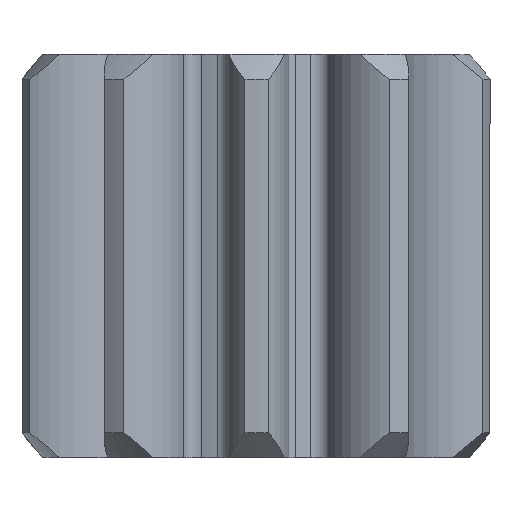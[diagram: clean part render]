
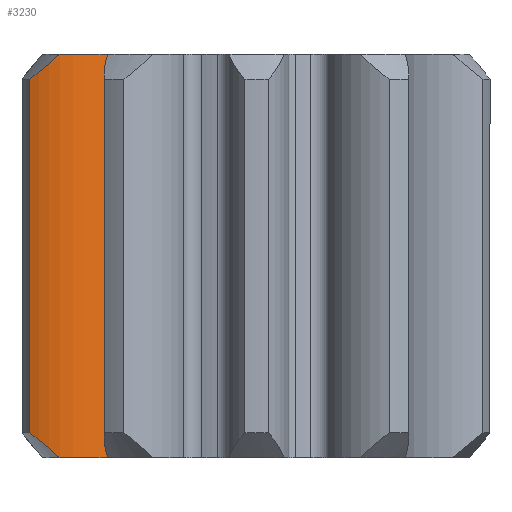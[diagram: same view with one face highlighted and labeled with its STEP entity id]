
A CAD part, left-side view. The second image highlights one B-rep face of the part: STEP entity #3230.
In plain terms, the highlighted cylindrical face has radius 1.64 mm (diameter 3.28 mm), a partial arc.
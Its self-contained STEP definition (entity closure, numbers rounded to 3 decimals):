
#46 = CARTESIAN_POINT ( 'NONE',  ( -2.988, 2.417, 2. ) ) ;
#59 = CARTESIAN_POINT ( 'NONE',  ( -2.988, 2.417, 10. ) ) ;
#278 = EDGE_CURVE ( 'NONE', #1005, #1660, #320, .T. ) ;
#290 = CARTESIAN_POINT ( 'NONE',  ( -2.064, 3.772, 10. ) ) ;
#320 = LINE ( 'NONE', #1367, #471 ) ;
#393 = B_SPLINE_CURVE_WITH_KNOTS ( 'NONE', 3,
 ( #3105, #817, #3153, #290 ),
 .UNSPECIFIED., .F., .F.,
 ( 4, 4 ),
 ( 0., 1. ),
 .UNSPECIFIED. ) ;
#471 = VECTOR ( 'NONE', #1997, 1000. ) ;
#543 = ORIENTED_EDGE ( 'NONE', *, *, #1421, .T. ) ;
#557 = EDGE_CURVE ( 'NONE', #603, #1660, #2175, .T. ) ;
#603 = VERTEX_POINT ( 'NONE', #2408 ) ;
#753 = VECTOR ( 'NONE', #2487, 1000. ) ;
#817 = CARTESIAN_POINT ( 'NONE',  ( -2.438, 3.974, 9.64 ) ) ;
#880 = DIRECTION ( 'NONE',  ( -1., 0., 0. ) ) ;
#940 = ORIENTED_EDGE ( 'NONE', *, *, #2434, .T. ) ;
#1005 = VERTEX_POINT ( 'NONE', #1582 ) ;
#1367 = CARTESIAN_POINT ( 'NONE',  ( -1.443, 2.967, 10. ) ) ;
#1371 = CARTESIAN_POINT ( 'NONE',  ( -2.244, 3.895, 2.194 ) ) ;
#1410 = CYLINDRICAL_SURFACE ( 'NONE', #2492, 1.64 ) ;
#1421 = EDGE_CURVE ( 'NONE', #3139, #3345, #393, .T. ) ;
#1437 = CIRCLE ( 'NONE', #2802, 1.64 ) ;
#1446 = CARTESIAN_POINT ( 'NONE',  ( -2.064, 3.772, 10. ) ) ;
#1450 = LINE ( 'NONE', #1510, #753 ) ;
#1510 = CARTESIAN_POINT ( 'NONE',  ( -2.628, 4.017, 10. ) ) ;
#1582 = CARTESIAN_POINT ( 'NONE',  ( -1.443, 2.967, 10. ) ) ;
#1602 = DIRECTION ( 'NONE',  ( 0., 0., -1. ) ) ;
#1603 = EDGE_CURVE ( 'NONE', #3139, #3124, #1450, .T. ) ;
#1660 = VERTEX_POINT ( 'NONE', #2220 ) ;
#1831 = CARTESIAN_POINT ( 'NONE',  ( -2.628, 4.017, 9.5 ) ) ;
#1844 = CARTESIAN_POINT ( 'NONE',  ( -2.988, 2.417, 10. ) ) ;
#1866 = DIRECTION ( 'NONE',  ( 0., 0., -1. ) ) ;
#1917 = EDGE_LOOP ( 'NONE', ( #2585, #543, #940, #2829, #2502, #2946 ) ) ;
#1997 = DIRECTION ( 'NONE',  ( 0., 0., -1. ) ) ;
#2175 = CIRCLE ( 'NONE', #3049, 1.64 ) ;
#2181 = FACE_OUTER_BOUND ( 'NONE', #1917, .T. ) ;
#2220 = CARTESIAN_POINT ( 'NONE',  ( -1.443, 2.967, 2. ) ) ;
#2408 = CARTESIAN_POINT ( 'NONE',  ( -2.064, 3.772, 2. ) ) ;
#2431 = CARTESIAN_POINT ( 'NONE',  ( -2.438, 3.974, 2.36 ) ) ;
#2434 = EDGE_CURVE ( 'NONE', #3345, #1005, #1437, .T. ) ;
#2487 = DIRECTION ( 'NONE',  ( 0., 0., -1. ) ) ;
#2492 = AXIS2_PLACEMENT_3D ( 'NONE', #59, #1866, #880 ) ;
#2502 = ORIENTED_EDGE ( 'NONE', *, *, #557, .F. ) ;
#2585 = ORIENTED_EDGE ( 'NONE', *, *, #1603, .F. ) ;
#2681 = DIRECTION ( 'NONE',  ( -0.809, -0.588, 0. ) ) ;
#2729 = CARTESIAN_POINT ( 'NONE',  ( -2.628, 4.017, 2.5 ) ) ;
#2802 = AXIS2_PLACEMENT_3D ( 'NONE', #1844, #2894, #3269 ) ;
#2829 = ORIENTED_EDGE ( 'NONE', *, *, #278, .T. ) ;
#2850 = CARTESIAN_POINT ( 'NONE',  ( -2.628, 4.017, 2.5 ) ) ;
#2894 = DIRECTION ( 'NONE',  ( 0., 0., -1. ) ) ;
#2946 = ORIENTED_EDGE ( 'NONE', *, *, #3236, .T. ) ;
#3049 = AXIS2_PLACEMENT_3D ( 'NONE', #46, #1602, #2681 ) ;
#3105 = CARTESIAN_POINT ( 'NONE',  ( -2.628, 4.017, 9.5 ) ) ;
#3124 = VERTEX_POINT ( 'NONE', #2850 ) ;
#3139 = VERTEX_POINT ( 'NONE', #1831 ) ;
#3153 = CARTESIAN_POINT ( 'NONE',  ( -2.244, 3.895, 9.806 ) ) ;
#3218 = CARTESIAN_POINT ( 'NONE',  ( -2.064, 3.772, 2. ) ) ;
#3230 = ADVANCED_FACE ( 'NONE', ( #2181 ), #1410, .T. ) ;
#3236 = EDGE_CURVE ( 'NONE', #603, #3124, #3286, .T. ) ;
#3269 = DIRECTION ( 'NONE',  ( -0.809, -0.588, 0. ) ) ;
#3286 = B_SPLINE_CURVE_WITH_KNOTS ( 'NONE', 3,
 ( #3218, #1371, #2431, #2729 ),
 .UNSPECIFIED., .F., .F.,
 ( 4, 4 ),
 ( 0., 1. ),
 .UNSPECIFIED. ) ;
#3345 = VERTEX_POINT ( 'NONE', #1446 ) ;
